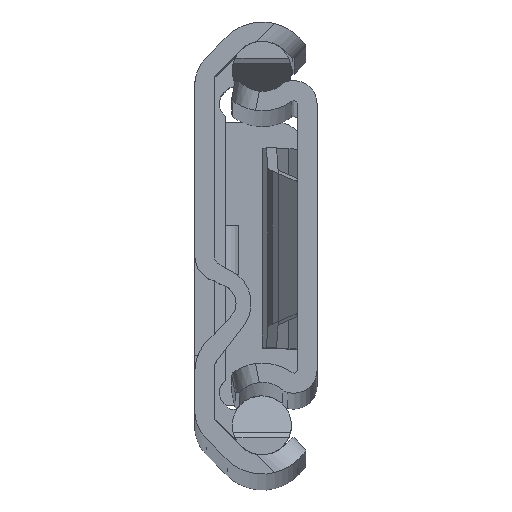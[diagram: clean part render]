
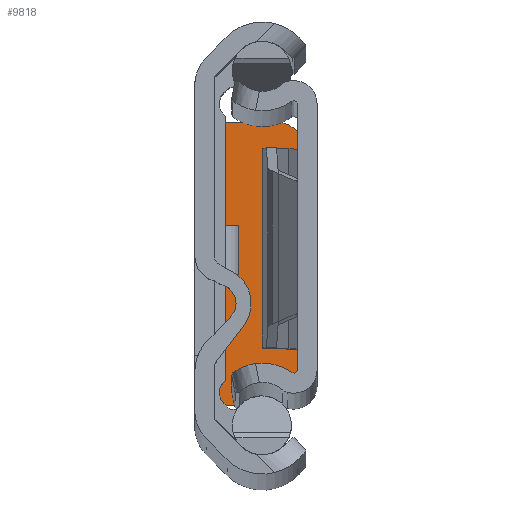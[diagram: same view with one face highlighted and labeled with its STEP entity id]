
A CAD part, top view. The second image highlights one B-rep face of the part: STEP entity #9818.
In plain terms, the highlighted planar face has unit normal (0, 0, 1).
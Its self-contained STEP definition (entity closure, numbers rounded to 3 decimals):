
#150 = ORIENTED_EDGE ( 'NONE', *, *, #12973, .T. ) ;
#281 = VERTEX_POINT ( 'NONE', #12923 ) ;
#332 = PLANE ( 'NONE',  #4253 ) ;
#911 = CARTESIAN_POINT ( 'NONE',  ( 0., 11., -709.7 ) ) ;
#1356 = VECTOR ( 'NONE', #4046, 1000. ) ;
#1791 = CARTESIAN_POINT ( 'NONE',  ( 0., -11., -709.7 ) ) ;
#2094 = CARTESIAN_POINT ( 'NONE',  ( 6.9, -9., -709.7 ) ) ;
#2320 = VECTOR ( 'NONE', #13226, 1000. ) ;
#3038 = CARTESIAN_POINT ( 'NONE',  ( 4.9, -9., -709.7 ) ) ;
#3527 = VERTEX_POINT ( 'NONE', #1791 ) ;
#3691 = DIRECTION ( 'NONE',  ( 0., 0., -1. ) ) ;
#4046 = DIRECTION ( 'NONE',  ( 0., -1., 0. ) ) ;
#4095 = DIRECTION ( 'NONE',  ( 0., 0., 1. ) ) ;
#4129 = VERTEX_POINT ( 'NONE', #11614 ) ;
#4163 = CARTESIAN_POINT ( 'NONE',  ( 4.9, 9., -709.7 ) ) ;
#4253 = AXIS2_PLACEMENT_3D ( 'NONE', #8691, #3691, #9272 ) ;
#4733 = EDGE_CURVE ( 'NONE', #5963, #3527, #6944, .T. ) ;
#4745 = ORIENTED_EDGE ( 'NONE', *, *, #4733, .T. ) ;
#4746 = CARTESIAN_POINT ( 'NONE',  ( 6.9, -11., -709.7 ) ) ;
#4940 = ORIENTED_EDGE ( 'NONE', *, *, #5576, .T. ) ;
#5043 = DIRECTION ( 'NONE',  ( -1., 0., 0. ) ) ;
#5072 = VERTEX_POINT ( 'NONE', #5752 ) ;
#5526 = VECTOR ( 'NONE', #5043, 1000. ) ;
#5576 = EDGE_CURVE ( 'NONE', #281, #5963, #8004, .T. ) ;
#5706 = VERTEX_POINT ( 'NONE', #2094 ) ;
#5752 = CARTESIAN_POINT ( 'NONE',  ( 6.9, 9., -709.7 ) ) ;
#5920 = CARTESIAN_POINT ( 'NONE',  ( 6.9, -11., -709.7 ) ) ;
#5963 = VERTEX_POINT ( 'NONE', #911 ) ;
#6080 = EDGE_LOOP ( 'NONE', ( #12686, #150, #9540, #6673, #4940, #4745 ) ) ;
#6673 = ORIENTED_EDGE ( 'NONE', *, *, #7055, .T. ) ;
#6944 = LINE ( 'NONE', #7965, #1356 ) ;
#7013 = LINE ( 'NONE', #5920, #12542 ) ;
#7055 = EDGE_CURVE ( 'NONE', #5072, #281, #10135, .T. ) ;
#7965 = CARTESIAN_POINT ( 'NONE',  ( 0., -11., -709.7 ) ) ;
#8004 = LINE ( 'NONE', #9019, #5526 ) ;
#8249 = DIRECTION ( 'NONE',  ( 0., 0., 1. ) ) ;
#8691 = CARTESIAN_POINT ( 'NONE',  ( 6.9, -11., -709.7 ) ) ;
#9019 = CARTESIAN_POINT ( 'NONE',  ( 6.9, 11., -709.7 ) ) ;
#9068 = EDGE_CURVE ( 'NONE', #5072, #5706, #7013, .T. ) ;
#9093 = CIRCLE ( 'NONE', #10183, 2. ) ;
#9272 = DIRECTION ( 'NONE',  ( -1., 0., 0. ) ) ;
#9419 = DIRECTION ( 'NONE',  ( -1., 0., 0. ) ) ;
#9457 = DIRECTION ( 'NONE',  ( -1., 0., 0. ) ) ;
#9540 = ORIENTED_EDGE ( 'NONE', *, *, #9068, .F. ) ;
#9705 = FACE_OUTER_BOUND ( 'NONE', #6080, .T. ) ;
#9818 = ADVANCED_FACE ( 'NONE', ( #9705 ), #332, .F. ) ;
#10122 = AXIS2_PLACEMENT_3D ( 'NONE', #4163, #4095, #9419 ) ;
#10135 = CIRCLE ( 'NONE', #10122, 2. ) ;
#10183 = AXIS2_PLACEMENT_3D ( 'NONE', #3038, #8249, #9457 ) ;
#11043 = DIRECTION ( 'NONE',  ( 0., -1., 0. ) ) ;
#11614 = CARTESIAN_POINT ( 'NONE',  ( 4.9, -11., -709.7 ) ) ;
#12329 = LINE ( 'NONE', #4746, #2320 ) ;
#12542 = VECTOR ( 'NONE', #11043, 1000. ) ;
#12686 = ORIENTED_EDGE ( 'NONE', *, *, #13333, .F. ) ;
#12923 = CARTESIAN_POINT ( 'NONE',  ( 4.9, 11., -709.7 ) ) ;
#12973 = EDGE_CURVE ( 'NONE', #4129, #5706, #9093, .T. ) ;
#13226 = DIRECTION ( 'NONE',  ( -1., 0., 0. ) ) ;
#13333 = EDGE_CURVE ( 'NONE', #4129, #3527, #12329, .T. ) ;
